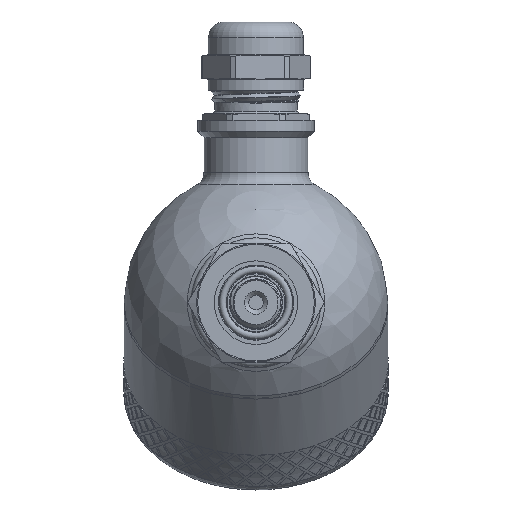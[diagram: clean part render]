
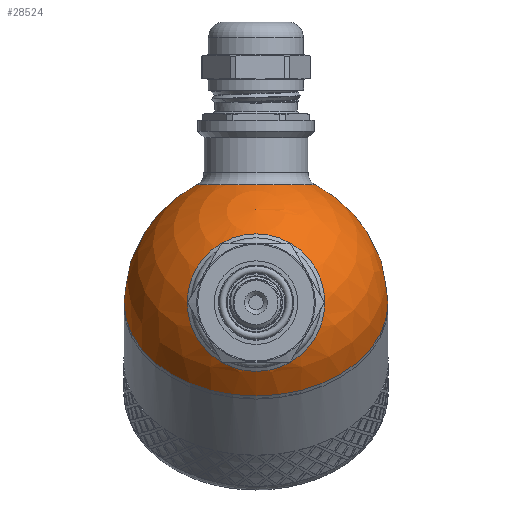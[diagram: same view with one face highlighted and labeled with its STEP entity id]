
A CAD part, left-side view. The second image highlights one B-rep face of the part: STEP entity #28524.
In plain terms, the highlighted spherical face has radius 30 mm.
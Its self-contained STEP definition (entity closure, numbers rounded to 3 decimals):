
#145=SPHERICAL_SURFACE('',#30343,30.);
#1200=FACE_BOUND('',#4165,.T.);
#1201=FACE_BOUND('',#4166,.T.);
#2333=FACE_OUTER_BOUND('',#4164,.T.);
#4164=EDGE_LOOP('',(#20507,#20508,#20509,#20510));
#4165=EDGE_LOOP('',(#20511));
#4166=EDGE_LOOP('',(#20512));
#5915=CIRCLE('',#30266,30.);
#5916=CIRCLE('',#30267,30.);
#5943=CIRCLE('',#30339,13.5);
#5946=CIRCLE('',#30344,30.);
#5947=CIRCLE('',#30345,15.643);
#11258=VERTEX_POINT('',#38241);
#11259=VERTEX_POINT('',#38243);
#11734=VERTEX_POINT('',#44305);
#11736=VERTEX_POINT('',#44312);
#11737=VERTEX_POINT('',#44314);
#14330=EDGE_CURVE('',#11258,#11259,#5915,.T.);
#14331=EDGE_CURVE('',#11259,#11258,#5916,.T.);
#15046=EDGE_CURVE('',#11734,#11734,#5943,.T.);
#15049=EDGE_CURVE('',#11259,#11736,#5946,.T.);
#15050=EDGE_CURVE('',#11737,#11737,#5947,.T.);
#20507=ORIENTED_EDGE('',*,*,#14331,.F.);
#20508=ORIENTED_EDGE('',*,*,#15049,.T.);
#20509=ORIENTED_EDGE('',*,*,#15049,.F.);
#20510=ORIENTED_EDGE('',*,*,#14330,.F.);
#20511=ORIENTED_EDGE('',*,*,#15050,.F.);
#20512=ORIENTED_EDGE('',*,*,#15046,.F.);
#28524=ADVANCED_FACE('',(#2333,#1200,#1201),#145,.T.);
#30266=AXIS2_PLACEMENT_3D('',#38244,#31919,#31920);
#30267=AXIS2_PLACEMENT_3D('',#38245,#31921,#31922);
#30339=AXIS2_PLACEMENT_3D('',#44306,#32317,#32318);
#30343=AXIS2_PLACEMENT_3D('',#44311,#32325,#32326);
#30344=AXIS2_PLACEMENT_3D('',#44313,#32327,#32328);
#30345=AXIS2_PLACEMENT_3D('',#44315,#32329,#32330);
#31919=DIRECTION('center_axis',(1.,0.,0.));
#31920=DIRECTION('ref_axis',(0.,1.,0.));
#31921=DIRECTION('center_axis',(1.,0.,0.));
#31922=DIRECTION('ref_axis',(0.,1.,0.));
#32317=DIRECTION('center_axis',(-0.707,0.,-0.707));
#32318=DIRECTION('ref_axis',(-0.707,0.,0.707));
#32325=DIRECTION('center_axis',(1.,0.,0.));
#32326=DIRECTION('ref_axis',(0.,-1.,0.));
#32327=DIRECTION('center_axis',(0.,0.,1.));
#32328=DIRECTION('ref_axis',(0.,1.,0.));
#32329=DIRECTION('center_axis',(-0.707,0.,0.707));
#32330=DIRECTION('ref_axis',(0.707,0.,0.707));
#38241=CARTESIAN_POINT('',(0.,-30.,0.));
#38243=CARTESIAN_POINT('',(0.,30.,0.));
#38244=CARTESIAN_POINT('Origin',(0.,0.,0.));
#38245=CARTESIAN_POINT('Origin',(0.,0.,0.));
#44305=CARTESIAN_POINT('',(-9.398,0.,-28.49));
#44306=CARTESIAN_POINT('Origin',(-18.944,0.,-18.944));
#44311=CARTESIAN_POINT('Origin',(0.,0.,0.));
#44312=CARTESIAN_POINT('',(-30.,0.,0.));
#44313=CARTESIAN_POINT('Origin',(0.,0.,0.));
#44314=CARTESIAN_POINT('',(-29.162,0.,7.04));
#44315=CARTESIAN_POINT('Origin',(-18.101,0.,18.101));
